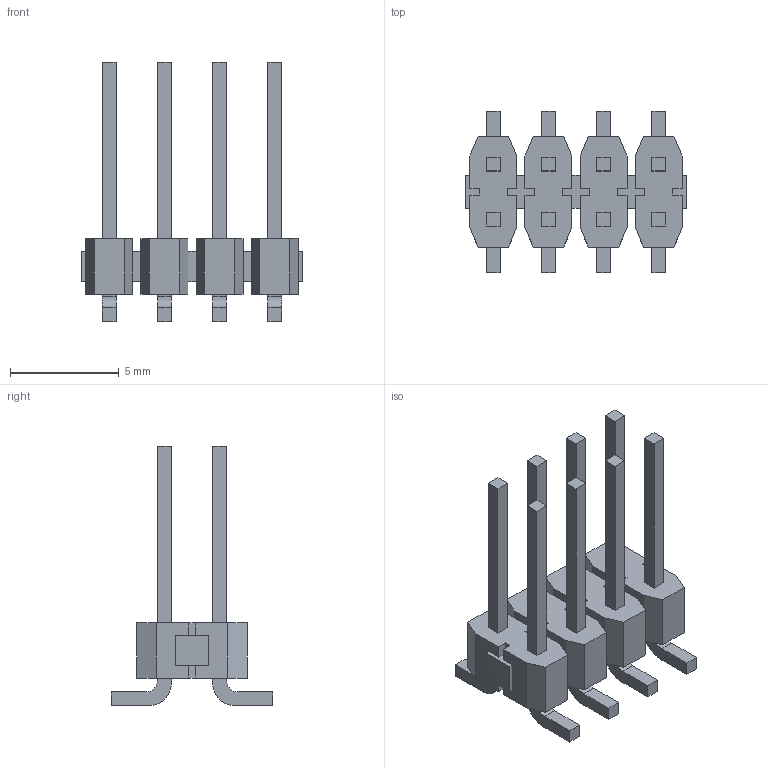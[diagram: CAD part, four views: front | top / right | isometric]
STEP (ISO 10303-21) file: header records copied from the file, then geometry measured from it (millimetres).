
FILE_DESCRIPTION(('FreeCAD Model'),'2;1');
FILE_NAME('TSM_104_02_S_DV_cp.step','2018-08-06T11:15:38',('kicad StepUp'),( 'ksu MCAD'),'Open CASCADE STEP processor 7.2','FreeCAD','Unknown');
FILE_SCHEMA(('AUTOMOTIVE_DESIGN { 1 0 10303 214 1 1 1 1 }'));
Length unit declared in the file: millimetre
Products named in the file (1): TSM_104_02_S_DV_cp
Bounding box: 10.16 x 7.44 x 11.94 mm (x, y, z)
Volume: 144 mm3; surface area: 572.1 mm2
Topology: 2 solids, 2 shells, 276 faces, 816 edges, 544 vertices
Faces by surface type: plane 260, cylinder 16
Entity records: 11027 total; most frequent: CARTESIAN_POINT 1637, ORIENTED_EDGE 1632, DIRECTION 1402, EDGE_CURVE 816, LINE 784, VECTOR 784, VERTEX_POINT 544, AXIS2_PLACEMENT_3D 309
